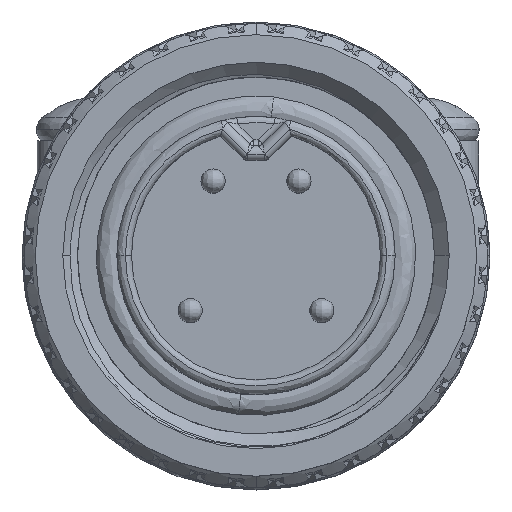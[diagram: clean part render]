
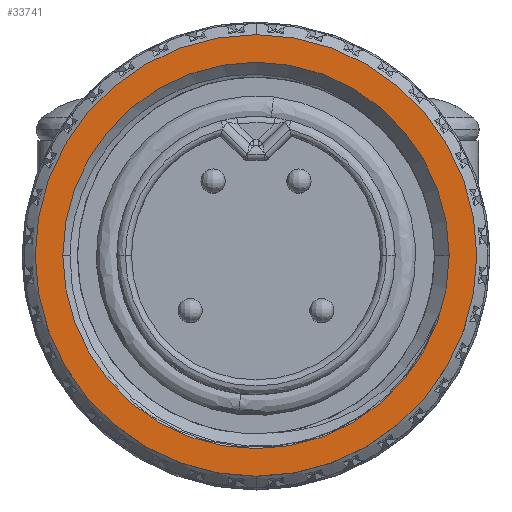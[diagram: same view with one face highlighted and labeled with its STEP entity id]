
A CAD part, top view. The second image highlights one B-rep face of the part: STEP entity #33741.
In plain terms, the highlighted planar face has unit normal (0, 0, 1).
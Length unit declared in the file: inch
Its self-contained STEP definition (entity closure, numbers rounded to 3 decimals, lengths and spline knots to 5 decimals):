
#21780 = FACE_OUTER_BOUND ( 'NONE', #93938, .T. ) ;
#21887 = FACE_BOUND ( 'NONE', #93869, .T. ) ;
#22116 = AXIS2_PLACEMENT_3D ( 'NONE', #82866, #82867, #82868 ) ;
#22451 = AXIS2_PLACEMENT_3D ( 'NONE', #77777, #77778, #77779 ) ;
#22679 = AXIS2_PLACEMENT_3D ( 'NONE', #65948, #65949, #65950 ) ;
#22693 = AXIS2_PLACEMENT_3D ( 'NONE', #89535, #89537, #89539 ) ;
#24604 = AXIS2_PLACEMENT_3D ( 'NONE', #80572, #80573, #80574 ) ;
#33726 = EDGE_CURVE ( 'NONE', #76812, #76560, #95378, .T. ) ;
#33741 = ADVANCED_FACE ( 'NONE', ( #21887, #21780 ), #82862, .T. ) ;
#33952 = EDGE_CURVE ( 'NONE', #77397, #76123, #95146, .T. ) ;
#34057 = EDGE_CURVE ( 'NONE', #76560, #76812, #62389, .T. ) ;
#34253 = EDGE_CURVE ( 'NONE', #76123, #77397, #62039, .T. ) ;
#44304 = CARTESIAN_POINT ( 'NONE',  ( -0.315, 0., -0.095 ) ) ;
#62039 = CIRCLE ( 'NONE', #22679, 0.315 ) ;
#62389 = CIRCLE ( 'NONE', #22451, 0.36 ) ;
#65948 = CARTESIAN_POINT ( 'NONE',  ( 0., 0., -0.095 ) ) ;
#65949 = DIRECTION ( 'NONE',  ( 0., 0., -1. ) ) ;
#65950 = DIRECTION ( 'NONE',  ( 1., 0., 0. ) ) ;
#76123 = VERTEX_POINT ( 'NONE', #44304 ) ;
#76560 = VERTEX_POINT ( 'NONE', #112944 ) ;
#76812 = VERTEX_POINT ( 'NONE', #113125 ) ;
#77397 = VERTEX_POINT ( 'NONE', #113419 ) ;
#77777 = CARTESIAN_POINT ( 'NONE',  ( 0., 0., -0.095 ) ) ;
#77778 = DIRECTION ( 'NONE',  ( 0., 0., -1. ) ) ;
#77779 = DIRECTION ( 'NONE',  ( 1., 0., 0. ) ) ;
#80572 = CARTESIAN_POINT ( 'NONE',  ( 0., 0., -0.095 ) ) ;
#80573 = DIRECTION ( 'NONE',  ( 0., 0., -1. ) ) ;
#80574 = DIRECTION ( 'NONE',  ( 1., 0., 0. ) ) ;
#82862 = PLANE ( 'NONE',  #22116 ) ;
#82866 = CARTESIAN_POINT ( 'NONE',  ( 0., -0.315, -0.095 ) ) ;
#82867 = DIRECTION ( 'NONE',  ( 0., 0., 1. ) ) ;
#82868 = DIRECTION ( 'NONE',  ( 1., 0., 0. ) ) ;
#89535 = CARTESIAN_POINT ( 'NONE',  ( 0., 0., -0.095 ) ) ;
#89537 = DIRECTION ( 'NONE',  ( 0., 0., -1. ) ) ;
#89539 = DIRECTION ( 'NONE',  ( 1., 0., 0. ) ) ;
#93869 = EDGE_LOOP ( 'NONE', ( #104898, #105235 ) ) ;
#93938 = EDGE_LOOP ( 'NONE', ( #104895, #105089 ) ) ;
#95146 = CIRCLE ( 'NONE', #24604, 0.315 ) ;
#95378 = CIRCLE ( 'NONE', #22693, 0.36 ) ;
#104895 = ORIENTED_EDGE ( 'NONE', *, *, #33726, .F. ) ;
#104898 = ORIENTED_EDGE ( 'NONE', *, *, #33952, .T. ) ;
#105089 = ORIENTED_EDGE ( 'NONE', *, *, #34057, .F. ) ;
#105235 = ORIENTED_EDGE ( 'NONE', *, *, #34253, .T. ) ;
#112944 = CARTESIAN_POINT ( 'NONE',  ( -0.36, 0., -0.095 ) ) ;
#113125 = CARTESIAN_POINT ( 'NONE',  ( 0.36, 0., -0.095 ) ) ;
#113419 = CARTESIAN_POINT ( 'NONE',  ( 0.315, 0., -0.095 ) ) ;
